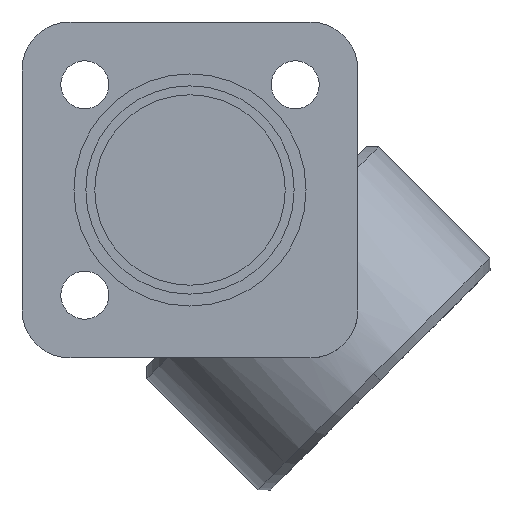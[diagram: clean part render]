
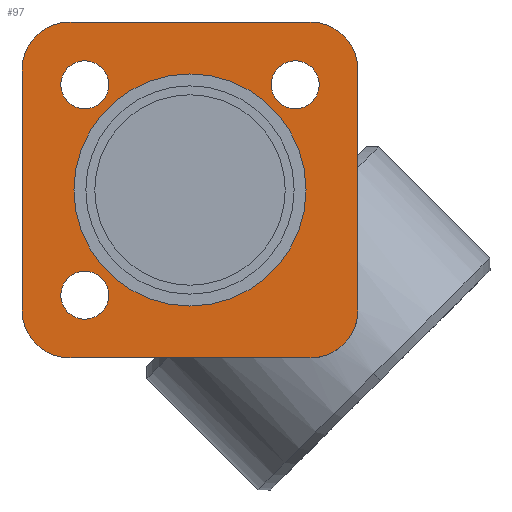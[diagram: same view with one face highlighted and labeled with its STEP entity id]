
A CAD part, front view. The second image highlights one B-rep face of the part: STEP entity #97.
In plain terms, the highlighted planar face has unit normal (0, -1, 0).
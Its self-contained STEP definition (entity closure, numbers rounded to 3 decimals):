
#97=ADVANCED_FACE('',(#207,#208,#209,#210,#211),#212,.F.);
#207=FACE_BOUND('',#321,.T.);
#208=FACE_BOUND('',#322,.T.);
#209=FACE_BOUND('',#323,.T.);
#210=FACE_BOUND('',#324,.T.);
#211=FACE_OUTER_BOUND('',#325,.T.);
#212=PLANE('',#326);
#321=EDGE_LOOP('',(#730,#731));
#322=EDGE_LOOP('',(#732,#733));
#323=EDGE_LOOP('',(#734,#735));
#324=EDGE_LOOP('',(#736,#737));
#325=EDGE_LOOP('',(#738,#739,#740,#741,#742,#743,#744,#745));
#326=AXIS2_PLACEMENT_3D('',#746,#747,#748);
#730=ORIENTED_EDGE('',*,*,#807,.T.);
#731=ORIENTED_EDGE('',*,*,#806,.T.);
#732=ORIENTED_EDGE('',*,*,#857,.T.);
#733=ORIENTED_EDGE('',*,*,#760,.T.);
#734=ORIENTED_EDGE('',*,*,#859,.T.);
#735=ORIENTED_EDGE('',*,*,#756,.T.);
#736=ORIENTED_EDGE('',*,*,#861,.T.);
#737=ORIENTED_EDGE('',*,*,#752,.T.);
#738=ORIENTED_EDGE('',*,*,#833,.T.);
#739=ORIENTED_EDGE('',*,*,#864,.F.);
#740=ORIENTED_EDGE('',*,*,#867,.T.);
#741=ORIENTED_EDGE('',*,*,#870,.F.);
#742=ORIENTED_EDGE('',*,*,#873,.F.);
#743=ORIENTED_EDGE('',*,*,#876,.F.);
#744=ORIENTED_EDGE('',*,*,#879,.T.);
#745=ORIENTED_EDGE('',*,*,#881,.F.);
#746=CARTESIAN_POINT('',(0.,0.,0.));
#747=DIRECTION('',(-0.0,1.0,0.));
#748=DIRECTION('',(1.0,0.0,0.0));
#752=EDGE_CURVE('',#883,#887,#889,.T.);
#756=EDGE_CURVE('',#891,#895,#897,.T.);
#760=EDGE_CURVE('',#899,#903,#905,.T.);
#806=EDGE_CURVE('',#988,#992,#994,.T.);
#807=EDGE_CURVE('',#992,#988,#995,.T.);
#833=EDGE_CURVE('',#1032,#1030,#1033,.T.);
#857=EDGE_CURVE('',#903,#899,#1066,.T.);
#859=EDGE_CURVE('',#895,#891,#1068,.T.);
#861=EDGE_CURVE('',#887,#883,#1070,.T.);
#864=EDGE_CURVE('',#1072,#1030,#1074,.T.);
#867=EDGE_CURVE('',#1072,#1077,#1079,.T.);
#870=EDGE_CURVE('',#1082,#1077,#1084,.T.);
#873=EDGE_CURVE('',#1087,#1082,#1089,.T.);
#876=EDGE_CURVE('',#1092,#1087,#1094,.T.);
#879=EDGE_CURVE('',#1092,#1097,#1099,.T.);
#881=EDGE_CURVE('',#1032,#1097,#1101,.T.);
#883=VERTEX_POINT('',#1103);
#887=VERTEX_POINT('',#1108);
#889=CIRCLE('',#1111,5.0);
#891=VERTEX_POINT('',#1113);
#895=VERTEX_POINT('',#1118);
#897=CIRCLE('',#1121,5.0);
#899=VERTEX_POINT('',#1123);
#903=VERTEX_POINT('',#1128);
#905=CIRCLE('',#1131,5.0);
#988=VERTEX_POINT('',#1335);
#992=VERTEX_POINT('',#1340);
#994=CIRCLE('',#1343,24.18);
#995=CIRCLE('',#1344,24.18);
#1030=VERTEX_POINT('',#1415);
#1032=VERTEX_POINT('',#1418);
#1033=LINE('',#1419,#1420);
#1066=CIRCLE('',#1557,5.0);
#1068=CIRCLE('',#1559,5.0);
#1070=CIRCLE('',#1561,5.0);
#1072=VERTEX_POINT('',#1563);
#1074=CIRCLE('',#1566,10.0);
#1077=VERTEX_POINT('',#1570);
#1079=LINE('',#1573,#1574);
#1082=VERTEX_POINT('',#1577);
#1084=CIRCLE('',#1580,10.0);
#1087=VERTEX_POINT('',#1584);
#1089=LINE('',#1587,#1588);
#1092=VERTEX_POINT('',#1591);
#1094=CIRCLE('',#1594,10.0);
#1097=VERTEX_POINT('',#1598);
#1099=LINE('',#1601,#1602);
#1101=CIRCLE('',#1604,10.0);
#1103=CARTESIAN_POINT('',(-18.385,0.,-18.385));
#1108=CARTESIAN_POINT('',(-25.456,0.,-25.456));
#1111=AXIS2_PLACEMENT_3D('',#1610,#1611,#1612);
#1113=CARTESIAN_POINT('',(-18.385,0.,18.385));
#1118=CARTESIAN_POINT('',(-25.456,0.,25.456));
#1121=AXIS2_PLACEMENT_3D('',#1618,#1619,#1620);
#1123=CARTESIAN_POINT('',(18.385,0.,18.385));
#1128=CARTESIAN_POINT('',(25.456,0.,25.456));
#1131=AXIS2_PLACEMENT_3D('',#1626,#1627,#1628);
#1335=CARTESIAN_POINT('',(-24.18,0.,0.));
#1340=CARTESIAN_POINT('',(24.18,0.,0.));
#1343=AXIS2_PLACEMENT_3D('',#1710,#1711,#1712);
#1344=AXIS2_PLACEMENT_3D('',#1713,#1714,#1715);
#1415=CARTESIAN_POINT('',(25.0,0.,-35.0));
#1418=CARTESIAN_POINT('',(-25.0,0.,-35.0));
#1419=CARTESIAN_POINT('',(0.,0.,-35.0));
#1420=VECTOR('',#1771,1.0);
#1557=AXIS2_PLACEMENT_3D('',#1810,#1811,#1812);
#1559=AXIS2_PLACEMENT_3D('',#1816,#1817,#1818);
#1561=AXIS2_PLACEMENT_3D('',#1822,#1823,#1824);
#1563=CARTESIAN_POINT('',(35.0,0.,-25.0));
#1566=AXIS2_PLACEMENT_3D('',#1829,#1830,#1831);
#1570=CARTESIAN_POINT('',(35.0,0.,25.0));
#1573=CARTESIAN_POINT('',(35.0,0.,-25.0));
#1574=VECTOR('',#1834,1.0);
#1577=CARTESIAN_POINT('',(25.0,0.,35.0));
#1580=AXIS2_PLACEMENT_3D('',#1839,#1840,#1841);
#1584=CARTESIAN_POINT('',(-25.0,0.,35.0));
#1587=CARTESIAN_POINT('',(0.,0.,35.0));
#1588=VECTOR('',#1844,1.0);
#1591=CARTESIAN_POINT('',(-35.0,0.,25.0));
#1594=AXIS2_PLACEMENT_3D('',#1849,#1850,#1851);
#1598=CARTESIAN_POINT('',(-35.0,0.,-25.0));
#1601=CARTESIAN_POINT('',(-35.0,0.,25.0));
#1602=VECTOR('',#1854,1.0);
#1604=AXIS2_PLACEMENT_3D('',#1858,#1859,#1860);
#1610=CARTESIAN_POINT('',(-21.92,0.0,-21.92));
#1611=DIRECTION('',(0.,1.0,0.));
#1612=DIRECTION('',(0.707,0.,0.707));
#1618=CARTESIAN_POINT('',(-21.92,0.0,21.92));
#1619=DIRECTION('',(0.,1.0,0.));
#1620=DIRECTION('',(0.707,0.,-0.707));
#1626=CARTESIAN_POINT('',(21.92,0.0,21.92));
#1627=DIRECTION('',(0.,1.0,0.));
#1628=DIRECTION('',(-0.707,0.,-0.707));
#1710=CARTESIAN_POINT('',(0.0,0.0,0.0));
#1711=DIRECTION('',(0.0,1.0,0.));
#1712=DIRECTION('',(-1.0,0.0,0.0));
#1713=CARTESIAN_POINT('',(0.0,0.0,0.0));
#1714=DIRECTION('',(0.0,1.0,0.));
#1715=DIRECTION('',(-1.0,0.0,0.0));
#1771=DIRECTION('',(1.0,0.,0.));
#1810=CARTESIAN_POINT('',(21.92,0.0,21.92));
#1811=DIRECTION('',(0.,1.0,0.));
#1812=DIRECTION('',(-0.707,0.,-0.707));
#1816=CARTESIAN_POINT('',(-21.92,0.0,21.92));
#1817=DIRECTION('',(0.,1.0,0.));
#1818=DIRECTION('',(0.707,0.,-0.707));
#1822=CARTESIAN_POINT('',(-21.92,0.0,-21.92));
#1823=DIRECTION('',(0.,1.0,0.));
#1824=DIRECTION('',(0.707,0.,0.707));
#1829=CARTESIAN_POINT('',(25.0,0.,-25.0));
#1830=DIRECTION('',(-0.0,1.0,0.));
#1831=DIRECTION('',(1.0,0.0,0.0));
#1834=DIRECTION('',(0.0,0.,1.0));
#1839=CARTESIAN_POINT('',(25.0,0.,25.0));
#1840=DIRECTION('',(-0.0,1.0,0.));
#1841=DIRECTION('',(1.0,0.0,0.0));
#1844=DIRECTION('',(1.0,0.,0.));
#1849=CARTESIAN_POINT('',(-25.0,0.,25.0));
#1850=DIRECTION('',(-0.0,1.0,0.));
#1851=DIRECTION('',(1.0,0.0,0.0));
#1854=DIRECTION('',(0.,0.,-1.0));
#1858=CARTESIAN_POINT('',(-25.0,0.,-25.0));
#1859=DIRECTION('',(-0.0,1.0,0.));
#1860=DIRECTION('',(1.0,0.0,0.0));
